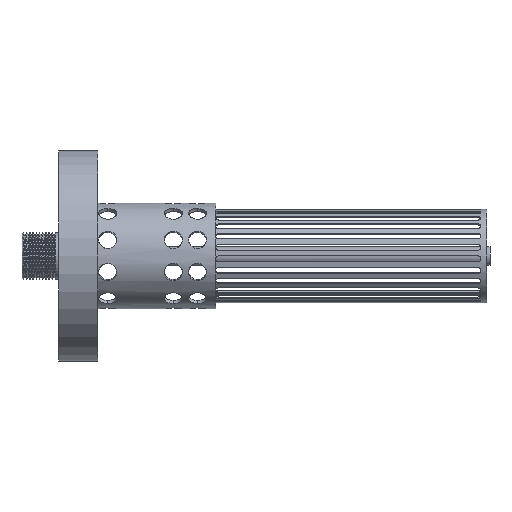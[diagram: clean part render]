
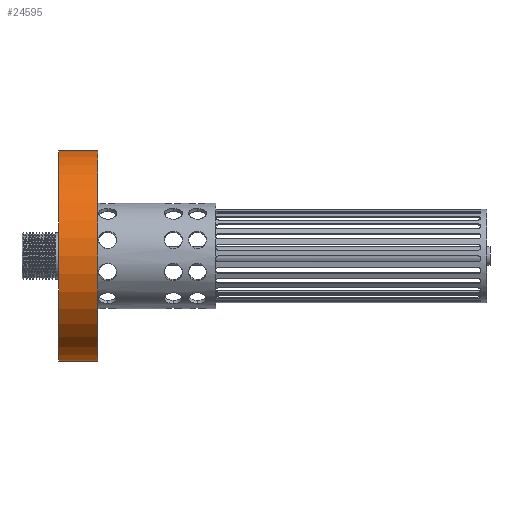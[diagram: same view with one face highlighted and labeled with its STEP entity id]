
A CAD part, front view. The second image highlights one B-rep face of the part: STEP entity #24595.
In plain terms, the highlighted cylindrical face has radius 35 mm (diameter 70 mm), a partial arc.
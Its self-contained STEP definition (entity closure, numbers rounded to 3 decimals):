
#337 = CARTESIAN_POINT ( 'NONE',  ( 13., 0., 35. ) ) ;
#430 = CARTESIAN_POINT ( 'NONE',  ( 13., 0., -35. ) ) ;
#1628 = ORIENTED_EDGE ( 'NONE', *, *, #13350, .T. ) ;
#2047 = EDGE_CURVE ( 'NONE', #20920, #4865, #20018, .T. ) ;
#3760 = DIRECTION ( 'NONE',  ( -1., 0., 0. ) ) ;
#4865 = VERTEX_POINT ( 'NONE', #13888 ) ;
#5941 = CARTESIAN_POINT ( 'NONE',  ( 0., 0., 0. ) ) ;
#6187 = DIRECTION ( 'NONE',  ( 0., 0., 1. ) ) ;
#7175 = LINE ( 'NONE', #22645, #12539 ) ;
#7599 = DIRECTION ( 'NONE',  ( -1., 0., 0. ) ) ;
#7817 = FACE_OUTER_BOUND ( 'NONE', #21763, .T. ) ;
#8652 = CARTESIAN_POINT ( 'NONE',  ( 0., 0., 0. ) ) ;
#9471 = LINE ( 'NONE', #24944, #16179 ) ;
#9474 = ORIENTED_EDGE ( 'NONE', *, *, #20638, .F. ) ;
#9877 = CIRCLE ( 'NONE', #17168, 35. ) ;
#10047 = ORIENTED_EDGE ( 'NONE', *, *, #2047, .T. ) ;
#10048 = CARTESIAN_POINT ( 'NONE',  ( 13., 0., 0. ) ) ;
#12539 = VECTOR ( 'NONE', #13004, 1000. ) ;
#13004 = DIRECTION ( 'NONE',  ( -1., 0., 0. ) ) ;
#13227 = ORIENTED_EDGE ( 'NONE', *, *, #20869, .T. ) ;
#13350 = EDGE_CURVE ( 'NONE', #21801, #23572, #9877, .T. ) ;
#13888 = CARTESIAN_POINT ( 'NONE',  ( 0., 0., -35. ) ) ;
#15546 = AXIS2_PLACEMENT_3D ( 'NONE', #8652, #16499, #22107 ) ;
#16002 = DIRECTION ( 'NONE',  ( 0., 0., 1. ) ) ;
#16179 = VECTOR ( 'NONE', #7599, 1000. ) ;
#16499 = DIRECTION ( 'NONE',  ( 1., 0., 0. ) ) ;
#17168 = AXIS2_PLACEMENT_3D ( 'NONE', #10048, #19307, #16002 ) ;
#17837 = CARTESIAN_POINT ( 'NONE',  ( 0., 0., 35. ) ) ;
#18920 = AXIS2_PLACEMENT_3D ( 'NONE', #5941, #3760, #6187 ) ;
#19307 = DIRECTION ( 'NONE',  ( -1., 0., 0. ) ) ;
#19473 = CYLINDRICAL_SURFACE ( 'NONE', #18920, 35. ) ;
#20018 = CIRCLE ( 'NONE', #15546, 35. ) ;
#20638 = EDGE_CURVE ( 'NONE', #21801, #4865, #7175, .T. ) ;
#20869 = EDGE_CURVE ( 'NONE', #23572, #20920, #9471, .T. ) ;
#20920 = VERTEX_POINT ( 'NONE', #17837 ) ;
#21763 = EDGE_LOOP ( 'NONE', ( #9474, #1628, #13227, #10047 ) ) ;
#21801 = VERTEX_POINT ( 'NONE', #430 ) ;
#22107 = DIRECTION ( 'NONE',  ( 0., 0., 1. ) ) ;
#22645 = CARTESIAN_POINT ( 'NONE',  ( 0., 0., -35. ) ) ;
#23572 = VERTEX_POINT ( 'NONE', #337 ) ;
#24595 = ADVANCED_FACE ( 'NONE', ( #7817 ), #19473, .T. ) ;
#24944 = CARTESIAN_POINT ( 'NONE',  ( 0., 0., 35. ) ) ;
